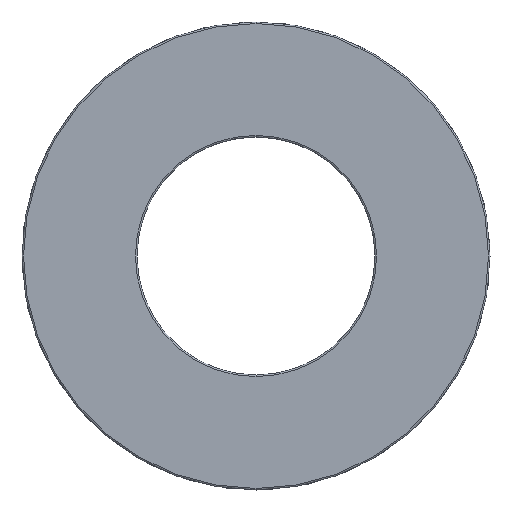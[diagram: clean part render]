
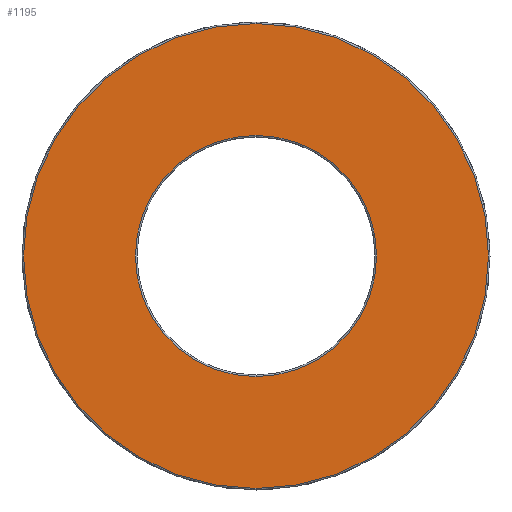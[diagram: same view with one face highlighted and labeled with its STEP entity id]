
A CAD part, front view. The second image highlights one B-rep face of the part: STEP entity #1195.
In plain terms, the highlighted planar face has unit normal (0, -1, 0).
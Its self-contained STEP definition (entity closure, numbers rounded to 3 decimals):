
#46 = VERTEX_POINT ( 'NONE', #2385 ) ;
#107 = CARTESIAN_POINT ( 'NONE',  ( 0., 0., 0. ) ) ;
#119 = CARTESIAN_POINT ( 'NONE',  ( 0., 0., -7.81 ) ) ;
#167 = AXIS2_PLACEMENT_3D ( 'NONE', #303, #3675, #1436 ) ;
#298 = CIRCLE ( 'NONE', #1449, 4.05 ) ;
#303 = CARTESIAN_POINT ( 'NONE',  ( 0., 0., 0. ) ) ;
#348 = FACE_OUTER_BOUND ( 'NONE', #4601, .T. ) ;
#419 = ORIENTED_EDGE ( 'NONE', *, *, #3561, .T. ) ;
#458 = EDGE_CURVE ( 'NONE', #46, #3146, #2485, .T. ) ;
#826 = DIRECTION ( 'NONE',  ( 0., 0., 1. ) ) ;
#867 = CARTESIAN_POINT ( 'NONE',  ( 0., 0., 0. ) ) ;
#1053 = ORIENTED_EDGE ( 'NONE', *, *, #1385, .T. ) ;
#1142 = DIRECTION ( 'NONE',  ( 0., 1., 0. ) ) ;
#1195 = ADVANCED_FACE ( 'NONE', ( #2907, #348 ), #3229, .F. ) ;
#1257 = AXIS2_PLACEMENT_3D ( 'NONE', #867, #3796, #1583 ) ;
#1337 = ORIENTED_EDGE ( 'NONE', *, *, #458, .T. ) ;
#1385 = EDGE_CURVE ( 'NONE', #3146, #46, #298, .T. ) ;
#1436 = DIRECTION ( 'NONE',  ( 0., 0., 1. ) ) ;
#1449 = AXIS2_PLACEMENT_3D ( 'NONE', #4073, #1142, #4103 ) ;
#1583 = DIRECTION ( 'NONE',  ( 0., 0., 1. ) ) ;
#1923 = AXIS2_PLACEMENT_3D ( 'NONE', #3519, #2423, #3505 ) ;
#2014 = VERTEX_POINT ( 'NONE', #119 ) ;
#2073 = VERTEX_POINT ( 'NONE', #2398 ) ;
#2280 = DIRECTION ( 'NONE',  ( 0., -1., 0. ) ) ;
#2385 = CARTESIAN_POINT ( 'NONE',  ( 0., 0., -4.05 ) ) ;
#2397 = CIRCLE ( 'NONE', #3846, 7.81 ) ;
#2398 = CARTESIAN_POINT ( 'NONE',  ( 0., 0., 7.81 ) ) ;
#2423 = DIRECTION ( 'NONE',  ( 0., -1., 0. ) ) ;
#2485 = CIRCLE ( 'NONE', #1257, 4.05 ) ;
#2553 = ORIENTED_EDGE ( 'NONE', *, *, #3930, .T. ) ;
#2907 = FACE_BOUND ( 'NONE', #4270, .T. ) ;
#3146 = VERTEX_POINT ( 'NONE', #4561 ) ;
#3229 = PLANE ( 'NONE',  #167 ) ;
#3448 = CIRCLE ( 'NONE', #1923, 7.81 ) ;
#3505 = DIRECTION ( 'NONE',  ( 0., 0., 1. ) ) ;
#3519 = CARTESIAN_POINT ( 'NONE',  ( 0., 0., 0. ) ) ;
#3561 = EDGE_CURVE ( 'NONE', #2073, #2014, #3448, .T. ) ;
#3675 = DIRECTION ( 'NONE',  ( 0., 1., 0. ) ) ;
#3796 = DIRECTION ( 'NONE',  ( 0., 1., 0. ) ) ;
#3846 = AXIS2_PLACEMENT_3D ( 'NONE', #107, #2280, #826 ) ;
#3930 = EDGE_CURVE ( 'NONE', #2014, #2073, #2397, .T. ) ;
#4073 = CARTESIAN_POINT ( 'NONE',  ( 0., 0., 0. ) ) ;
#4103 = DIRECTION ( 'NONE',  ( 0., 0., 1. ) ) ;
#4270 = EDGE_LOOP ( 'NONE', ( #1053, #1337 ) ) ;
#4561 = CARTESIAN_POINT ( 'NONE',  ( 0., 0., 4.05 ) ) ;
#4601 = EDGE_LOOP ( 'NONE', ( #419, #2553 ) ) ;
